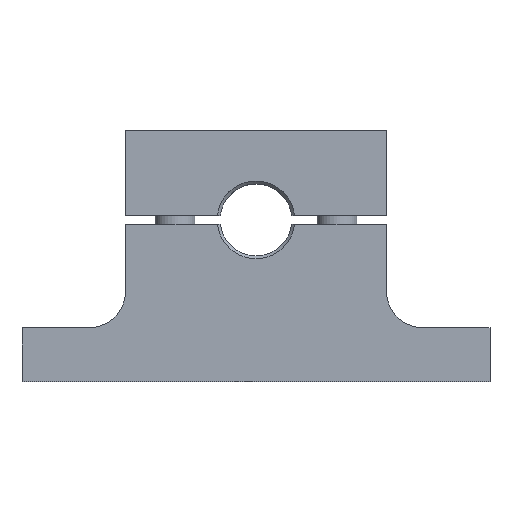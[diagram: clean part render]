
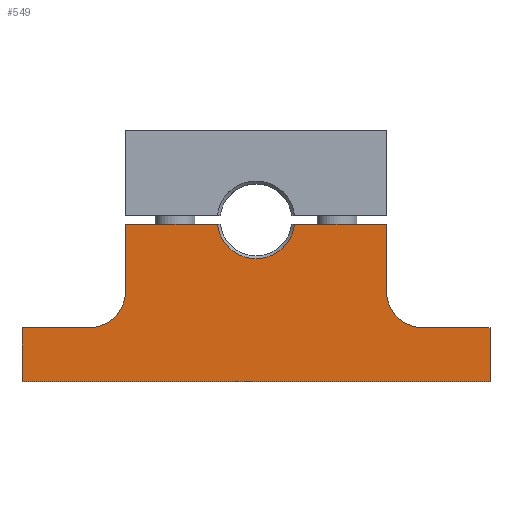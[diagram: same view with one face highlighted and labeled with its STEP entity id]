
A CAD part, top view. The second image highlights one B-rep face of the part: STEP entity #549.
In plain terms, the highlighted planar face has unit normal (0, 0, 1).
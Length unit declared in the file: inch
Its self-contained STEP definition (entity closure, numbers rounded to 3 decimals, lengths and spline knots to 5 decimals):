
#87 = CARTESIAN_POINT ( 'NONE',  ( -0.8125, -0.34351, 0.1875 ) ) ;
#178 = VECTOR ( 'NONE', #2234, 39.37008 ) ;
#183 = EDGE_CURVE ( 'NONE', #3135, #4555, #2558, .T. ) ;
#224 = LINE ( 'NONE', #608, #4191 ) ;
#262 = CARTESIAN_POINT ( 'NONE',  ( 0.453, -0.01562, 0.1875 ) ) ;
#266 = VERTEX_POINT ( 'NONE', #2884 ) ;
#292 = LINE ( 'NONE', #4574, #178 ) ;
#342 = ORIENTED_EDGE ( 'NONE', *, *, #4468, .T. ) ;
#365 = FACE_OUTER_BOUND ( 'NONE', #3067, .T. ) ;
#392 = ORIENTED_EDGE ( 'NONE', *, *, #655, .T. ) ;
#398 = VECTOR ( 'NONE', #3267, 39.37008 ) ;
#448 = ORIENTED_EDGE ( 'NONE', *, *, #2238, .T. ) ;
#478 = DIRECTION ( 'NONE',  ( 0., 1., 0. ) ) ;
#482 = AXIS2_PLACEMENT_3D ( 'NONE', #1536, #4248, #1911 ) ;
#549 = ADVANCED_FACE ( 'NONE', ( #365 ), #2283, .T. ) ;
#608 = CARTESIAN_POINT ( 'NONE',  ( 0., -0.562, 0.1875 ) ) ;
#627 = VERTEX_POINT ( 'NONE', #3088 ) ;
#655 = EDGE_CURVE ( 'NONE', #4371, #4875, #1840, .T. ) ;
#860 = CARTESIAN_POINT ( 'NONE',  ( 0.453, -0.2495, 0.1875 ) ) ;
#897 = DIRECTION ( 'NONE',  ( 0., 0., -1. ) ) ;
#957 = VECTOR ( 'NONE', #1403, 39.37008 ) ;
#982 = DIRECTION ( 'NONE',  ( -1., 0., 0. ) ) ;
#995 = CARTESIAN_POINT ( 'NONE',  ( 0., 0., 0.1875 ) ) ;
#1049 = ORIENTED_EDGE ( 'NONE', *, *, #183, .T. ) ;
#1119 = CARTESIAN_POINT ( 'NONE',  ( -0.453, -0.01562, 0.1875 ) ) ;
#1322 = VECTOR ( 'NONE', #478, 39.37008 ) ;
#1369 = DIRECTION ( 'NONE',  ( 1., 0., 0. ) ) ;
#1403 = DIRECTION ( 'NONE',  ( 0., -1., 0. ) ) ;
#1459 = ORIENTED_EDGE ( 'NONE', *, *, #2308, .T. ) ;
#1511 = ORIENTED_EDGE ( 'NONE', *, *, #3521, .T. ) ;
#1536 = CARTESIAN_POINT ( 'NONE',  ( 0., -0.34351, 0.1875 ) ) ;
#1572 = ORIENTED_EDGE ( 'NONE', *, *, #2397, .T. ) ;
#1614 = ORIENTED_EDGE ( 'NONE', *, *, #2337, .T. ) ;
#1661 = CIRCLE ( 'NONE', #3378, 0.135 ) ;
#1735 = DIRECTION ( 'NONE',  ( 1., 0., 0. ) ) ;
#1782 = DIRECTION ( 'NONE',  ( -1., 0., 0. ) ) ;
#1840 = LINE ( 'NONE', #87, #3910 ) ;
#1868 = ORIENTED_EDGE ( 'NONE', *, *, #3301, .T. ) ;
#1911 = DIRECTION ( 'NONE',  ( 1., 0., 0. ) ) ;
#1934 = VERTEX_POINT ( 'NONE', #1119 ) ;
#2022 = CARTESIAN_POINT ( 'NONE',  ( -0.8125, -0.562, 0.1875 ) ) ;
#2031 = CARTESIAN_POINT ( 'NONE',  ( -0.13409, -0.01562, 0.1875 ) ) ;
#2072 = DIRECTION ( 'NONE',  ( 0., 0., -1. ) ) ;
#2084 = CARTESIAN_POINT ( 'NONE',  ( -0.8125, -0.3745, 0.1875 ) ) ;
#2173 = LINE ( 'NONE', #3722, #3213 ) ;
#2202 = LINE ( 'NONE', #3940, #1322 ) ;
#2210 = ORIENTED_EDGE ( 'NONE', *, *, #3715, .T. ) ;
#2234 = DIRECTION ( 'NONE',  ( 0., 1., 0. ) ) ;
#2238 = EDGE_CURVE ( 'NONE', #4304, #1934, #2406, .T. ) ;
#2283 = PLANE ( 'NONE',  #482 ) ;
#2285 = LINE ( 'NONE', #3676, #4381 ) ;
#2298 = CARTESIAN_POINT ( 'NONE',  ( 0.8125, -0.3745, 0.1875 ) ) ;
#2308 = EDGE_CURVE ( 'NONE', #3199, #2707, #2285, .T. ) ;
#2322 = LINE ( 'NONE', #4092, #3253 ) ;
#2337 = EDGE_CURVE ( 'NONE', #4875, #627, #224, .T. ) ;
#2397 = EDGE_CURVE ( 'NONE', #4477, #266, #2173, .T. ) ;
#2406 = LINE ( 'NONE', #3643, #398 ) ;
#2419 = AXIS2_PLACEMENT_3D ( 'NONE', #3185, #897, #3579 ) ;
#2533 = AXIS2_PLACEMENT_3D ( 'NONE', #4416, #2072, #4792 ) ;
#2551 = CIRCLE ( 'NONE', #2419, 0.125 ) ;
#2558 = CIRCLE ( 'NONE', #2533, 0.125 ) ;
#2592 = CARTESIAN_POINT ( 'NONE',  ( -0.578, -0.3745, 0.1875 ) ) ;
#2707 = VERTEX_POINT ( 'NONE', #3260 ) ;
#2749 = DIRECTION ( 'NONE',  ( 0., -1., 0. ) ) ;
#2884 = CARTESIAN_POINT ( 'NONE',  ( 0.13409, -0.01562, 0.1875 ) ) ;
#3001 = ORIENTED_EDGE ( 'NONE', *, *, #3625, .T. ) ;
#3067 = EDGE_LOOP ( 'NONE', ( #4600, #1572, #3001, #448, #2210, #1049, #342, #392, #1614, #1868, #1459, #1511 ) ) ;
#3088 = CARTESIAN_POINT ( 'NONE',  ( 0.8125, -0.562, 0.1875 ) ) ;
#3135 = VERTEX_POINT ( 'NONE', #4945 ) ;
#3185 = CARTESIAN_POINT ( 'NONE',  ( 0.578, -0.2495, 0.1875 ) ) ;
#3199 = VERTEX_POINT ( 'NONE', #2298 ) ;
#3213 = VECTOR ( 'NONE', #1782, 39.37008 ) ;
#3253 = VECTOR ( 'NONE', #3709, 39.37008 ) ;
#3260 = CARTESIAN_POINT ( 'NONE',  ( 0.578, -0.3745, 0.1875 ) ) ;
#3267 = DIRECTION ( 'NONE',  ( -1., 0., 0. ) ) ;
#3282 = VERTEX_POINT ( 'NONE', #860 ) ;
#3301 = EDGE_CURVE ( 'NONE', #627, #3199, #2202, .T. ) ;
#3378 = AXIS2_PLACEMENT_3D ( 'NONE', #995, #3685, #1369 ) ;
#3521 = EDGE_CURVE ( 'NONE', #2707, #3282, #2551, .T. ) ;
#3579 = DIRECTION ( 'NONE',  ( 1., 0., 0. ) ) ;
#3625 = EDGE_CURVE ( 'NONE', #266, #4304, #1661, .T. ) ;
#3643 = CARTESIAN_POINT ( 'NONE',  ( 0., -0.01562, 0.1875 ) ) ;
#3676 = CARTESIAN_POINT ( 'NONE',  ( 0., -0.3745, 0.1875 ) ) ;
#3685 = DIRECTION ( 'NONE',  ( 0., 0., -1. ) ) ;
#3709 = DIRECTION ( 'NONE',  ( -1., 0., 0. ) ) ;
#3715 = EDGE_CURVE ( 'NONE', #1934, #3135, #4034, .T. ) ;
#3722 = CARTESIAN_POINT ( 'NONE',  ( 0., -0.01562, 0.1875 ) ) ;
#3910 = VECTOR ( 'NONE', #2749, 39.37008 ) ;
#3940 = CARTESIAN_POINT ( 'NONE',  ( 0.8125, -0.34351, 0.1875 ) ) ;
#4034 = LINE ( 'NONE', #4102, #957 ) ;
#4074 = EDGE_CURVE ( 'NONE', #3282, #4477, #292, .T. ) ;
#4092 = CARTESIAN_POINT ( 'NONE',  ( 0., -0.3745, 0.1875 ) ) ;
#4102 = CARTESIAN_POINT ( 'NONE',  ( -0.453, -0.34351, 0.1875 ) ) ;
#4191 = VECTOR ( 'NONE', #1735, 39.37008 ) ;
#4248 = DIRECTION ( 'NONE',  ( 0., 0., 1. ) ) ;
#4304 = VERTEX_POINT ( 'NONE', #2031 ) ;
#4371 = VERTEX_POINT ( 'NONE', #2084 ) ;
#4381 = VECTOR ( 'NONE', #982, 39.37008 ) ;
#4416 = CARTESIAN_POINT ( 'NONE',  ( -0.578, -0.2495, 0.1875 ) ) ;
#4468 = EDGE_CURVE ( 'NONE', #4555, #4371, #2322, .T. ) ;
#4477 = VERTEX_POINT ( 'NONE', #262 ) ;
#4555 = VERTEX_POINT ( 'NONE', #2592 ) ;
#4574 = CARTESIAN_POINT ( 'NONE',  ( 0.453, -0.34351, 0.1875 ) ) ;
#4600 = ORIENTED_EDGE ( 'NONE', *, *, #4074, .T. ) ;
#4792 = DIRECTION ( 'NONE',  ( 1., 0., 0. ) ) ;
#4875 = VERTEX_POINT ( 'NONE', #2022 ) ;
#4945 = CARTESIAN_POINT ( 'NONE',  ( -0.453, -0.2495, 0.1875 ) ) ;
